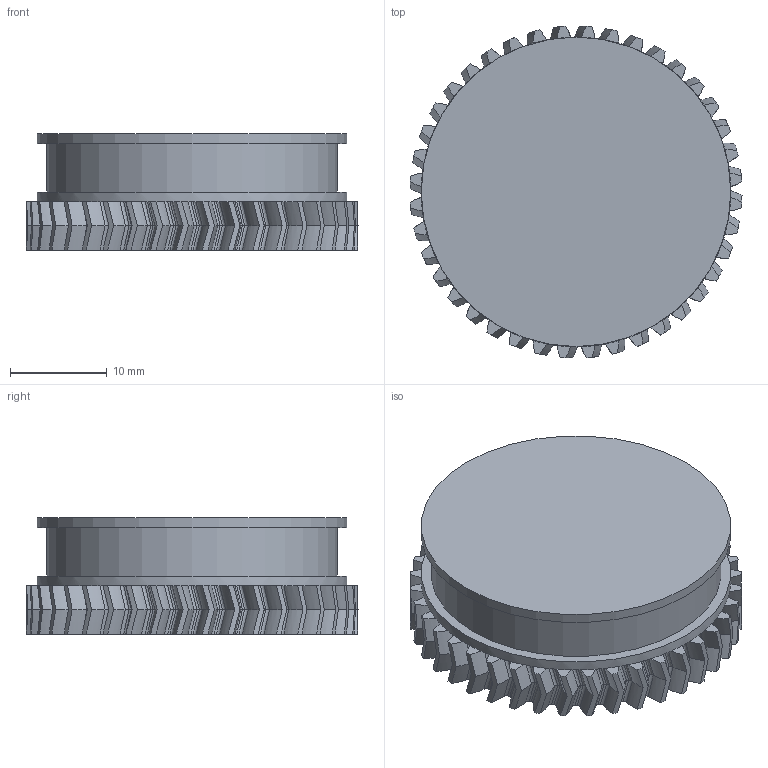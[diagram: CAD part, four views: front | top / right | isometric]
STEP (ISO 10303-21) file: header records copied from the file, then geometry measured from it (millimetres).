
FILE_DESCRIPTION(/* description */ ('STEP AP242','CAx-IF Rec.Pracs.---Representation and Presentation of Product Manufacturing Information (PMI)---4.0---2014-10-13','CAx-IF Rec.Pracs.---3D Tessellated Geometry---0.4---2014-09-14','2;1'),/* implementation_level */ '2;1');
FILE_NAME(/* name */ 'ver 3 -- in progress - flywheel2',/* time_stamp */ '2025-09-24T02:10:41Z',/* author */ (''),/* organization */ (''),/* preprocessor_version */ 'ST-DEVELOPER v20',/* originating_system */ 'ONSHAPE BY PTC INC, 1.204',/* authorisation */ ' ');
FILE_SCHEMA (('AP242_MANAGED_MODEL_BASED_3D_ENGINEERING_MIM_LF { 1 0 10303 442 1 1 4 }'));
Products named in the file (1): flywheel2
Bounding box: 34.33 x 34.33 x 12 mm (x, y, z)
Volume: 9198.1 mm3; surface area: 3683.5 mm2
Topology: 1 solids, 1 shells, 530 faces, 1335 edges, 810 vertices
Faces by surface type: bspline 320, cylinder 124, plane 86
Full cylindrical faces by diameter (mm): 30 x1, 32 x2
Entity records: 33824 total; most frequent: CARTESIAN_POINT 24111, ORIENTED_EDGE 2662, DIRECTION 1480, EDGE_CURVE 1331, VERTEX_POINT 809, AXIS2_PLACEMENT_3D 738, EDGE_LOOP 536, FACE_BOUND 536
